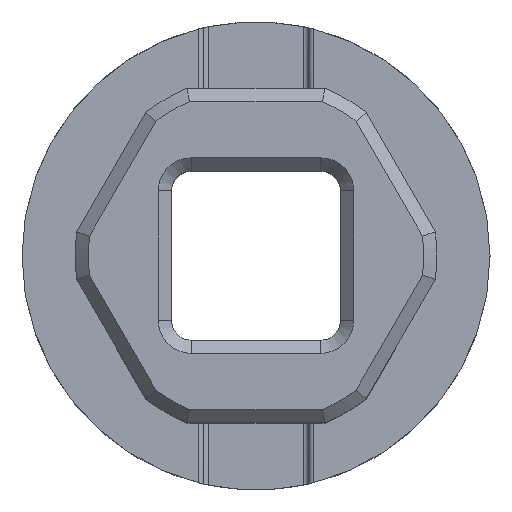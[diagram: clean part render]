
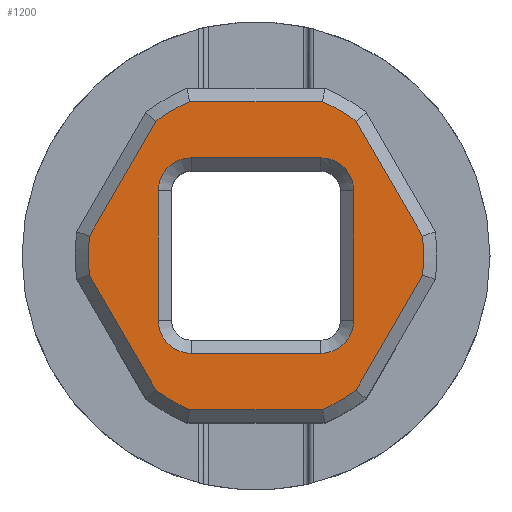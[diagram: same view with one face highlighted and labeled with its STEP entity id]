
A CAD part, top view. The second image highlights one B-rep face of the part: STEP entity #1200.
In plain terms, the highlighted planar face has unit normal (0, 0, 1).
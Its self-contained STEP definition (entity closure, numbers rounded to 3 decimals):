
#15=FACE_BOUND('',#383,.T.);
#35=PLANE('',#1329);
#131=LINE('',#2056,#230);
#132=LINE('',#2060,#231);
#133=LINE('',#2064,#232);
#134=LINE('',#2068,#233);
#135=LINE('',#2071,#234);
#136=LINE('',#2073,#235);
#137=LINE('',#2079,#236);
#138=LINE('',#2083,#237);
#139=LINE('',#2087,#238);
#140=LINE('',#2090,#239);
#230=VECTOR('',#1615,1000.);
#231=VECTOR('',#1618,1000.);
#232=VECTOR('',#1621,1000.);
#233=VECTOR('',#1624,1000.);
#234=VECTOR('',#1627,1000.);
#235=VECTOR('',#1628,1000.);
#236=VECTOR('',#1633,1000.);
#237=VECTOR('',#1636,1000.);
#238=VECTOR('',#1639,1000.);
#239=VECTOR('',#1642,1000.);
#314=FACE_OUTER_BOUND('',#382,.T.);
#382=EDGE_LOOP('',(#951,#952,#953,#954,#955,#956,#957,#958,#959,#960,#961,
#962));
#383=EDGE_LOOP('',(#963,#964,#965,#966,#967,#968,#969,#970));
#411=CIRCLE('',#1249,6.37);
#453=CIRCLE('',#1330,6.37);
#454=CIRCLE('',#1331,6.37);
#455=CIRCLE('',#1332,6.37);
#456=CIRCLE('',#1333,6.37);
#457=CIRCLE('',#1334,6.37);
#458=CIRCLE('',#1335,1.25);
#459=CIRCLE('',#1336,1.25);
#460=CIRCLE('',#1337,1.25);
#461=CIRCLE('',#1338,1.25);
#472=VERTEX_POINT('',#1735);
#473=VERTEX_POINT('',#1736);
#557=VERTEX_POINT('',#2054);
#558=VERTEX_POINT('',#2055);
#559=VERTEX_POINT('',#2057);
#560=VERTEX_POINT('',#2059);
#561=VERTEX_POINT('',#2061);
#562=VERTEX_POINT('',#2063);
#563=VERTEX_POINT('',#2065);
#564=VERTEX_POINT('',#2067);
#565=VERTEX_POINT('',#2069);
#566=VERTEX_POINT('',#2072);
#567=VERTEX_POINT('',#2075);
#568=VERTEX_POINT('',#2076);
#569=VERTEX_POINT('',#2078);
#570=VERTEX_POINT('',#2080);
#571=VERTEX_POINT('',#2082);
#572=VERTEX_POINT('',#2084);
#573=VERTEX_POINT('',#2086);
#574=VERTEX_POINT('',#2088);
#575=EDGE_CURVE('',#472,#473,#411,.T.);
#698=EDGE_CURVE('',#557,#558,#131,.T.);
#699=EDGE_CURVE('',#559,#557,#453,.T.);
#700=EDGE_CURVE('',#560,#559,#132,.T.);
#701=EDGE_CURVE('',#561,#560,#454,.T.);
#702=EDGE_CURVE('',#562,#561,#133,.T.);
#703=EDGE_CURVE('',#563,#562,#455,.T.);
#704=EDGE_CURVE('',#564,#563,#134,.T.);
#705=EDGE_CURVE('',#565,#564,#456,.T.);
#706=EDGE_CURVE('',#473,#565,#135,.T.);
#707=EDGE_CURVE('',#566,#472,#136,.T.);
#708=EDGE_CURVE('',#558,#566,#457,.T.);
#709=EDGE_CURVE('',#567,#568,#458,.T.);
#710=EDGE_CURVE('',#569,#567,#137,.T.);
#711=EDGE_CURVE('',#570,#569,#459,.T.);
#712=EDGE_CURVE('',#571,#570,#138,.T.);
#713=EDGE_CURVE('',#572,#571,#460,.T.);
#714=EDGE_CURVE('',#573,#572,#139,.T.);
#715=EDGE_CURVE('',#574,#573,#461,.T.);
#716=EDGE_CURVE('',#568,#574,#140,.T.);
#951=ORIENTED_EDGE('',*,*,#698,.F.);
#952=ORIENTED_EDGE('',*,*,#699,.F.);
#953=ORIENTED_EDGE('',*,*,#700,.F.);
#954=ORIENTED_EDGE('',*,*,#701,.F.);
#955=ORIENTED_EDGE('',*,*,#702,.F.);
#956=ORIENTED_EDGE('',*,*,#703,.F.);
#957=ORIENTED_EDGE('',*,*,#704,.F.);
#958=ORIENTED_EDGE('',*,*,#705,.F.);
#959=ORIENTED_EDGE('',*,*,#706,.F.);
#960=ORIENTED_EDGE('',*,*,#575,.F.);
#961=ORIENTED_EDGE('',*,*,#707,.F.);
#962=ORIENTED_EDGE('',*,*,#708,.F.);
#963=ORIENTED_EDGE('',*,*,#709,.F.);
#964=ORIENTED_EDGE('',*,*,#710,.F.);
#965=ORIENTED_EDGE('',*,*,#711,.F.);
#966=ORIENTED_EDGE('',*,*,#712,.F.);
#967=ORIENTED_EDGE('',*,*,#713,.F.);
#968=ORIENTED_EDGE('',*,*,#714,.F.);
#969=ORIENTED_EDGE('',*,*,#715,.F.);
#970=ORIENTED_EDGE('',*,*,#716,.F.);
#1200=ADVANCED_FACE('',(#314,#15),#35,.T.);
#1249=AXIS2_PLACEMENT_3D('',#1737,#1380,#1381);
#1329=AXIS2_PLACEMENT_3D('',#2053,#1613,#1614);
#1330=AXIS2_PLACEMENT_3D('',#2058,#1616,#1617);
#1331=AXIS2_PLACEMENT_3D('',#2062,#1619,#1620);
#1332=AXIS2_PLACEMENT_3D('',#2066,#1622,#1623);
#1333=AXIS2_PLACEMENT_3D('',#2070,#1625,#1626);
#1334=AXIS2_PLACEMENT_3D('',#2074,#1629,#1630);
#1335=AXIS2_PLACEMENT_3D('',#2077,#1631,#1632);
#1336=AXIS2_PLACEMENT_3D('',#2081,#1634,#1635);
#1337=AXIS2_PLACEMENT_3D('',#2085,#1637,#1638);
#1338=AXIS2_PLACEMENT_3D('',#2089,#1640,#1641);
#1380=DIRECTION('center_axis',(0.,0.,-1.));
#1381=DIRECTION('ref_axis',(1.,0.,0.));
#1613=DIRECTION('center_axis',(0.,0.,1.));
#1614=DIRECTION('ref_axis',(1.,0.,0.));
#1615=DIRECTION('',(1.,0.,0.));
#1616=DIRECTION('center_axis',(0.,0.,-1.));
#1617=DIRECTION('ref_axis',(1.,0.,0.));
#1618=DIRECTION('',(0.5,0.866,0.));
#1619=DIRECTION('center_axis',(0.,0.,-1.));
#1620=DIRECTION('ref_axis',(1.,0.,0.));
#1621=DIRECTION('',(-0.5,0.866,0.));
#1622=DIRECTION('center_axis',(0.,0.,-1.));
#1623=DIRECTION('ref_axis',(1.,0.,0.));
#1624=DIRECTION('',(-1.,0.,0.));
#1625=DIRECTION('center_axis',(0.,0.,-1.));
#1626=DIRECTION('ref_axis',(1.,0.,0.));
#1627=DIRECTION('',(-0.5,-0.866,0.));
#1628=DIRECTION('',(0.5,-0.866,0.));
#1629=DIRECTION('center_axis',(0.,0.,-1.));
#1630=DIRECTION('ref_axis',(1.,0.,0.));
#1631=DIRECTION('center_axis',(0.,0.,1.));
#1632=DIRECTION('ref_axis',(1.,0.,0.));
#1633=DIRECTION('',(1.,0.,0.));
#1634=DIRECTION('center_axis',(0.,0.,1.));
#1635=DIRECTION('ref_axis',(1.,0.,0.));
#1636=DIRECTION('',(0.,-1.,0.));
#1637=DIRECTION('center_axis',(0.,0.,1.));
#1638=DIRECTION('ref_axis',(1.,0.,0.));
#1639=DIRECTION('',(-1.,0.,0.));
#1640=DIRECTION('center_axis',(0.,0.,1.));
#1641=DIRECTION('ref_axis',(1.,0.,0.));
#1642=DIRECTION('',(0.,1.,0.));
#1735=CARTESIAN_POINT('',(6.327,0.742,3.175));
#1736=CARTESIAN_POINT('',(6.327,-0.742,3.175));
#1737=CARTESIAN_POINT('Origin',(0.,0.,3.175));
#2053=CARTESIAN_POINT('Origin',(0.,0.,3.175));
#2054=CARTESIAN_POINT('',(-2.521,5.85,3.175));
#2055=CARTESIAN_POINT('',(2.521,5.85,3.175));
#2056=CARTESIAN_POINT('',(0.,5.85,3.175));
#2057=CARTESIAN_POINT('',(-3.806,5.108,3.175));
#2058=CARTESIAN_POINT('Origin',(0.,0.,3.175));
#2059=CARTESIAN_POINT('',(-6.327,0.742,3.175));
#2060=CARTESIAN_POINT('',(-5.066,2.925,3.175));
#2061=CARTESIAN_POINT('',(-6.327,-0.742,3.175));
#2062=CARTESIAN_POINT('Origin',(0.,0.,3.175));
#2063=CARTESIAN_POINT('',(-3.806,-5.108,3.175));
#2064=CARTESIAN_POINT('',(-5.066,-2.925,3.175));
#2065=CARTESIAN_POINT('',(-2.521,-5.85,3.175));
#2066=CARTESIAN_POINT('Origin',(0.,0.,3.175));
#2067=CARTESIAN_POINT('',(2.521,-5.85,3.175));
#2068=CARTESIAN_POINT('',(0.,-5.85,3.175));
#2069=CARTESIAN_POINT('',(3.806,-5.108,3.175));
#2070=CARTESIAN_POINT('Origin',(0.,0.,3.175));
#2071=CARTESIAN_POINT('',(5.066,-2.925,3.175));
#2072=CARTESIAN_POINT('',(3.806,5.108,3.175));
#2073=CARTESIAN_POINT('',(5.066,2.925,3.175));
#2074=CARTESIAN_POINT('Origin',(0.,0.,3.175));
#2075=CARTESIAN_POINT('',(2.463,-3.713,3.175));
#2076=CARTESIAN_POINT('',(3.713,-2.463,3.175));
#2077=CARTESIAN_POINT('Origin',(2.463,-2.463,3.175));
#2078=CARTESIAN_POINT('',(-2.463,-3.713,3.175));
#2079=CARTESIAN_POINT('',(0.,-3.713,3.175));
#2080=CARTESIAN_POINT('',(-3.713,-2.463,3.175));
#2081=CARTESIAN_POINT('Origin',(-2.463,-2.463,3.175));
#2082=CARTESIAN_POINT('',(-3.713,2.463,3.175));
#2083=CARTESIAN_POINT('',(-3.713,0.,3.175));
#2084=CARTESIAN_POINT('',(-2.463,3.713,3.175));
#2085=CARTESIAN_POINT('Origin',(-2.463,2.463,3.175));
#2086=CARTESIAN_POINT('',(2.463,3.713,3.175));
#2087=CARTESIAN_POINT('',(0.,3.713,3.175));
#2088=CARTESIAN_POINT('',(3.713,2.463,3.175));
#2089=CARTESIAN_POINT('Origin',(2.463,2.463,3.175));
#2090=CARTESIAN_POINT('',(3.713,0.,3.175));
